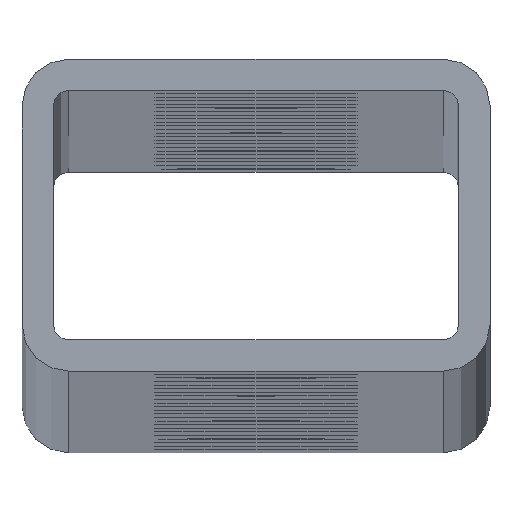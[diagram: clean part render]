
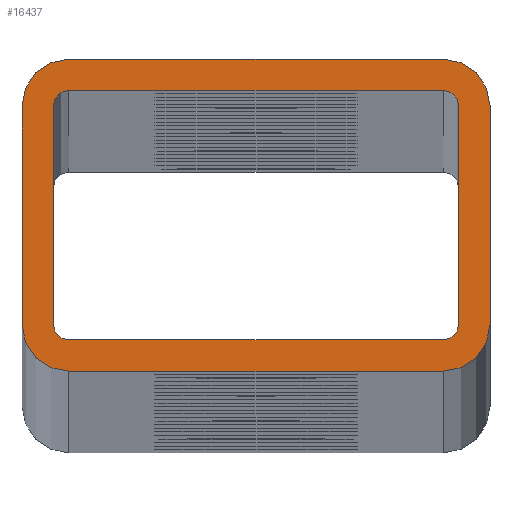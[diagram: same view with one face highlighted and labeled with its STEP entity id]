
A CAD part, top view. The second image highlights one B-rep face of the part: STEP entity #16437.
In plain terms, the highlighted planar face has unit normal (0, 0, 1).
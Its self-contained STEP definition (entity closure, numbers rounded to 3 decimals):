
#87 = VERTEX_POINT ( 'NONE', #517 ) ;
#517 = CARTESIAN_POINT ( 'NONE',  ( -12., 8., 1500. ) ) ;
#532 = VECTOR ( 'NONE', #2385, 1000. ) ;
#537 = ORIENTED_EDGE ( 'NONE', *, *, #1319, .T. ) ;
#765 = CARTESIAN_POINT ( 'NONE',  ( -12., 8., 1500. ) ) ;
#863 = DIRECTION ( 'NONE',  ( 0., -1., 0. ) ) ;
#941 = LINE ( 'NONE', #4820, #16438 ) ;
#948 = VERTEX_POINT ( 'NONE', #8875 ) ;
#1301 = CIRCLE ( 'NONE', #12104, 1. ) ;
#1319 = EDGE_CURVE ( 'NONE', #10541, #7550, #16752, .T. ) ;
#1333 = VERTEX_POINT ( 'NONE', #10243 ) ;
#1352 = VERTEX_POINT ( 'NONE', #15460 ) ;
#1435 = ORIENTED_EDGE ( 'NONE', *, *, #2559, .T. ) ;
#1527 = CIRCLE ( 'NONE', #14880, 3. ) ;
#1790 = CARTESIAN_POINT ( 'NONE',  ( -12., -7., 1500. ) ) ;
#1824 = DIRECTION ( 'NONE',  ( 0., 0., 1. ) ) ;
#1842 = LINE ( 'NONE', #2462, #4471 ) ;
#1873 = EDGE_CURVE ( 'NONE', #87, #5851, #13100, .T. ) ;
#1969 = AXIS2_PLACEMENT_3D ( 'NONE', #2983, #8193, #14617 ) ;
#1970 = ORIENTED_EDGE ( 'NONE', *, *, #12473, .T. ) ;
#1980 = EDGE_CURVE ( 'NONE', #4448, #87, #10013, .T. ) ;
#2258 = CARTESIAN_POINT ( 'NONE',  ( -12., -8., 1500. ) ) ;
#2385 = DIRECTION ( 'NONE',  ( 0., -1., 0. ) ) ;
#2462 = CARTESIAN_POINT ( 'NONE',  ( 15., 7., 1500. ) ) ;
#2515 = CARTESIAN_POINT ( 'NONE',  ( 12., -7., 1500. ) ) ;
#2559 = EDGE_CURVE ( 'NONE', #3487, #15989, #3478, .T. ) ;
#2757 = VECTOR ( 'NONE', #14969, 1000. ) ;
#2983 = CARTESIAN_POINT ( 'NONE',  ( 12., 7., 1500. ) ) ;
#2993 = EDGE_CURVE ( 'NONE', #12093, #16868, #14705, .T. ) ;
#3031 = CARTESIAN_POINT ( 'NONE',  ( -12., 7., 1500. ) ) ;
#3061 = CARTESIAN_POINT ( 'NONE',  ( -12., 10., 1500. ) ) ;
#3243 = ORIENTED_EDGE ( 'NONE', *, *, #1873, .F. ) ;
#3307 = CARTESIAN_POINT ( 'NONE',  ( -13., 7., 1500. ) ) ;
#3319 = ORIENTED_EDGE ( 'NONE', *, *, #2993, .F. ) ;
#3460 = CARTESIAN_POINT ( 'NONE',  ( 12., 8., 1500. ) ) ;
#3478 = CIRCLE ( 'NONE', #10985, 3. ) ;
#3487 = VERTEX_POINT ( 'NONE', #6599 ) ;
#3609 = DIRECTION ( 'NONE',  ( 0., 1., 0. ) ) ;
#3834 = EDGE_CURVE ( 'NONE', #1333, #10635, #1842, .T. ) ;
#3975 = ORIENTED_EDGE ( 'NONE', *, *, #4146, .T. ) ;
#4146 = EDGE_CURVE ( 'NONE', #7550, #1333, #14887, .T. ) ;
#4448 = VERTEX_POINT ( 'NONE', #3460 ) ;
#4471 = VECTOR ( 'NONE', #3609, 1000. ) ;
#4506 = FACE_OUTER_BOUND ( 'NONE', #11018, .T. ) ;
#4526 = ORIENTED_EDGE ( 'NONE', *, *, #15217, .F. ) ;
#4597 = EDGE_CURVE ( 'NONE', #12988, #12093, #11255, .T. ) ;
#4720 = CARTESIAN_POINT ( 'NONE',  ( -12., 7., 1500. ) ) ;
#4729 = EDGE_CURVE ( 'NONE', #948, #4448, #1301, .T. ) ;
#4820 = CARTESIAN_POINT ( 'NONE',  ( 13., 7., 1500. ) ) ;
#5783 = CARTESIAN_POINT ( 'NONE',  ( 15., 7., 1500. ) ) ;
#5802 = LINE ( 'NONE', #8807, #532 ) ;
#5851 = VERTEX_POINT ( 'NONE', #6358 ) ;
#5968 = LINE ( 'NONE', #3061, #2757 ) ;
#6194 = CIRCLE ( 'NONE', #1969, 3. ) ;
#6358 = CARTESIAN_POINT ( 'NONE',  ( -13., 7., 1500. ) ) ;
#6489 = ORIENTED_EDGE ( 'NONE', *, *, #1980, .F. ) ;
#6555 = DIRECTION ( 'NONE',  ( 0., 0., 1. ) ) ;
#6599 = CARTESIAN_POINT ( 'NONE',  ( -12., 10., 1500. ) ) ;
#7140 = CARTESIAN_POINT ( 'NONE',  ( -13., -7., 1500. ) ) ;
#7323 = EDGE_CURVE ( 'NONE', #16868, #948, #941, .T. ) ;
#7550 = VERTEX_POINT ( 'NONE', #11223 ) ;
#7738 = DIRECTION ( 'NONE',  ( 0., 0., 1. ) ) ;
#7922 = DIRECTION ( 'NONE',  ( 1., 0., 0. ) ) ;
#8193 = DIRECTION ( 'NONE',  ( 0., 0., 1. ) ) ;
#8274 = DIRECTION ( 'NONE',  ( 1., 0., 0. ) ) ;
#8509 = EDGE_CURVE ( 'NONE', #13603, #10541, #1527, .T. ) ;
#8548 = PLANE ( 'NONE',  #16297 ) ;
#8585 = AXIS2_PLACEMENT_3D ( 'NONE', #4720, #15022, #13868 ) ;
#8720 = CARTESIAN_POINT ( 'NONE',  ( -12., -7., 1500. ) ) ;
#8807 = CARTESIAN_POINT ( 'NONE',  ( -15., 7., 1500. ) ) ;
#8829 = VECTOR ( 'NONE', #863, 1000. ) ;
#8872 = DIRECTION ( 'NONE',  ( 0., 1., 0. ) ) ;
#8875 = CARTESIAN_POINT ( 'NONE',  ( 13., 7., 1500. ) ) ;
#8974 = EDGE_CURVE ( 'NONE', #1352, #3487, #5968, .T. ) ;
#9187 = DIRECTION ( 'NONE',  ( 1., 0., 0. ) ) ;
#9209 = VECTOR ( 'NONE', #13930, 1000. ) ;
#9409 = EDGE_CURVE ( 'NONE', #5851, #14260, #14574, .T. ) ;
#9500 = AXIS2_PLACEMENT_3D ( 'NONE', #2515, #7738, #12956 ) ;
#9562 = CARTESIAN_POINT ( 'NONE',  ( -12., -10., 1500. ) ) ;
#9610 = DIRECTION ( 'NONE',  ( -1., 0., 0. ) ) ;
#9613 = VECTOR ( 'NONE', #14214, 1000. ) ;
#9630 = DIRECTION ( 'NONE',  ( 0., 0., 1. ) ) ;
#9746 = DIRECTION ( 'NONE',  ( 0., 0., 1. ) ) ;
#9808 = ORIENTED_EDGE ( 'NONE', *, *, #4597, .F. ) ;
#10013 = LINE ( 'NONE', #765, #9209 ) ;
#10038 = AXIS2_PLACEMENT_3D ( 'NONE', #1790, #9630, #8274 ) ;
#10078 = DIRECTION ( 'NONE',  ( 1., 0., 0. ) ) ;
#10243 = CARTESIAN_POINT ( 'NONE',  ( 15., -7., 1500. ) ) ;
#10541 = VERTEX_POINT ( 'NONE', #9562 ) ;
#10635 = VERTEX_POINT ( 'NONE', #5783 ) ;
#10822 = CARTESIAN_POINT ( 'NONE',  ( -15., 7., 1500. ) ) ;
#10985 = AXIS2_PLACEMENT_3D ( 'NONE', #3031, #1824, #9610 ) ;
#11007 = CARTESIAN_POINT ( 'NONE',  ( 13., -7., 1500. ) ) ;
#11018 = EDGE_LOOP ( 'NONE', ( #12584, #12798, #1435, #1970, #13784, #537, #3975, #13947 ) ) ;
#11223 = CARTESIAN_POINT ( 'NONE',  ( 12., -10., 1500. ) ) ;
#11255 = LINE ( 'NONE', #2258, #12709 ) ;
#11489 = ORIENTED_EDGE ( 'NONE', *, *, #9409, .F. ) ;
#11855 = FACE_BOUND ( 'NONE', #13006, .T. ) ;
#11976 = CARTESIAN_POINT ( 'NONE',  ( 12., -8., 1500. ) ) ;
#12093 = VERTEX_POINT ( 'NONE', #11976 ) ;
#12104 = AXIS2_PLACEMENT_3D ( 'NONE', #14382, #13186, #7922 ) ;
#12473 = EDGE_CURVE ( 'NONE', #15989, #13603, #5802, .T. ) ;
#12534 = CARTESIAN_POINT ( 'NONE',  ( 12., 7., 1500. ) ) ;
#12557 = ORIENTED_EDGE ( 'NONE', *, *, #4729, .F. ) ;
#12584 = ORIENTED_EDGE ( 'NONE', *, *, #13661, .T. ) ;
#12637 = DIRECTION ( 'NONE',  ( 1., 0., 0. ) ) ;
#12709 = VECTOR ( 'NONE', #12637, 1000. ) ;
#12798 = ORIENTED_EDGE ( 'NONE', *, *, #8974, .T. ) ;
#12956 = DIRECTION ( 'NONE',  ( 1., 0., 0. ) ) ;
#12988 = VERTEX_POINT ( 'NONE', #13034 ) ;
#13006 = EDGE_LOOP ( 'NONE', ( #11489, #3243, #6489, #12557, #13756, #3319, #9808, #4526 ) ) ;
#13034 = CARTESIAN_POINT ( 'NONE',  ( -12., -8., 1500. ) ) ;
#13100 = CIRCLE ( 'NONE', #8585, 1. ) ;
#13186 = DIRECTION ( 'NONE',  ( 0., 0., 1. ) ) ;
#13357 = CARTESIAN_POINT ( 'NONE',  ( -15., -7., 1500. ) ) ;
#13603 = VERTEX_POINT ( 'NONE', #13357 ) ;
#13661 = EDGE_CURVE ( 'NONE', #10635, #1352, #6194, .T. ) ;
#13756 = ORIENTED_EDGE ( 'NONE', *, *, #7323, .F. ) ;
#13784 = ORIENTED_EDGE ( 'NONE', *, *, #8509, .T. ) ;
#13859 = DIRECTION ( 'NONE',  ( 1., 0., 0. ) ) ;
#13868 = DIRECTION ( 'NONE',  ( -1., 0., 0. ) ) ;
#13930 = DIRECTION ( 'NONE',  ( -1., 0., 0. ) ) ;
#13947 = ORIENTED_EDGE ( 'NONE', *, *, #3834, .T. ) ;
#13977 = DIRECTION ( 'NONE',  ( 0., 0., 1. ) ) ;
#14214 = DIRECTION ( 'NONE',  ( 1., 0., 0. ) ) ;
#14260 = VERTEX_POINT ( 'NONE', #7140 ) ;
#14382 = CARTESIAN_POINT ( 'NONE',  ( 12., 7., 1500. ) ) ;
#14531 = AXIS2_PLACEMENT_3D ( 'NONE', #15649, #6555, #9187 ) ;
#14560 = CIRCLE ( 'NONE', #10038, 1. ) ;
#14574 = LINE ( 'NONE', #3307, #8829 ) ;
#14617 = DIRECTION ( 'NONE',  ( 1., 0., 0. ) ) ;
#14705 = CIRCLE ( 'NONE', #14531, 1. ) ;
#14880 = AXIS2_PLACEMENT_3D ( 'NONE', #8720, #13977, #10078 ) ;
#14887 = CIRCLE ( 'NONE', #9500, 3. ) ;
#14969 = DIRECTION ( 'NONE',  ( -1., 0., 0. ) ) ;
#15022 = DIRECTION ( 'NONE',  ( 0., 0., 1. ) ) ;
#15217 = EDGE_CURVE ( 'NONE', #14260, #12988, #14560, .T. ) ;
#15460 = CARTESIAN_POINT ( 'NONE',  ( 12., 10., 1500. ) ) ;
#15649 = CARTESIAN_POINT ( 'NONE',  ( 12., -7., 1500. ) ) ;
#15989 = VERTEX_POINT ( 'NONE', #10822 ) ;
#16297 = AXIS2_PLACEMENT_3D ( 'NONE', #12534, #9746, #13859 ) ;
#16437 = ADVANCED_FACE ( 'NONE', ( #4506, #11855 ), #8548, .T. ) ;
#16438 = VECTOR ( 'NONE', #8872, 1000. ) ;
#16752 = LINE ( 'NONE', #16892, #9613 ) ;
#16868 = VERTEX_POINT ( 'NONE', #11007 ) ;
#16892 = CARTESIAN_POINT ( 'NONE',  ( -12., -10., 1500. ) ) ;
